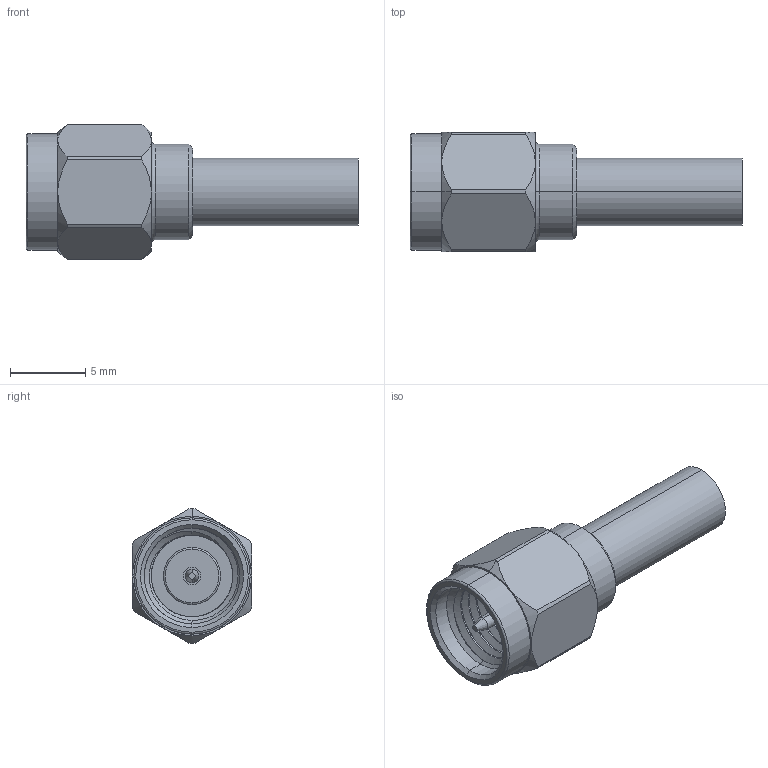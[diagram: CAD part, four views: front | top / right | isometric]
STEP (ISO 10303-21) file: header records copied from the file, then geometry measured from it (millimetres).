
FILE_DESCRIPTION (( 'STEP AP203' ), '1' );
FILE_NAME ('PE4401.step', '2018-12-20T00:02:27', ( '' ), ( '' ), 'SwSTEP 2.0', 'SolidWorks 2017', '' );
FILE_SCHEMA (( 'CONFIG_CONTROL_DESIGN' ));
Length unit declared in the file: inch
Products named in the file (1): PE4401
Bounding box: 22.1 x 7.94 x 9.02 mm (x, y, z)
Volume: 469 mm3; surface area: 910.3 mm2
Topology: 1 solids, 1 shells, 95 faces, 216 edges, 134 vertices
Faces by surface type: cylinder 42, cone 25, plane 19, torus 6, bspline 3
Entity records: 3750 total; most frequent: CARTESIAN_POINT 1614, DIRECTION 436, ORIENTED_EDGE 432, EDGE_CURVE 216, AXIS2_PLACEMENT_3D 188, VERTEX_POINT 134, EDGE_LOOP 106, FACE_OUTER_BOUND 95
